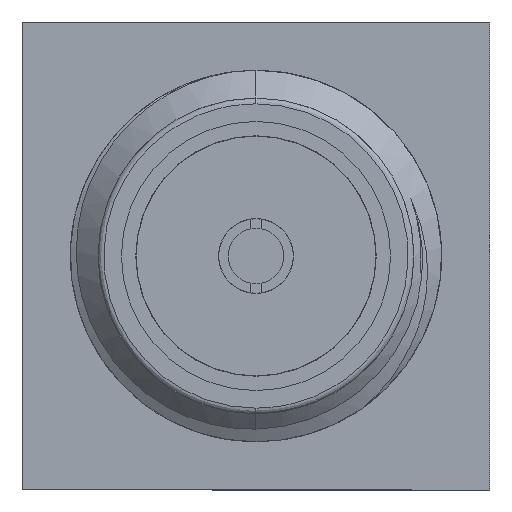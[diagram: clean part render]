
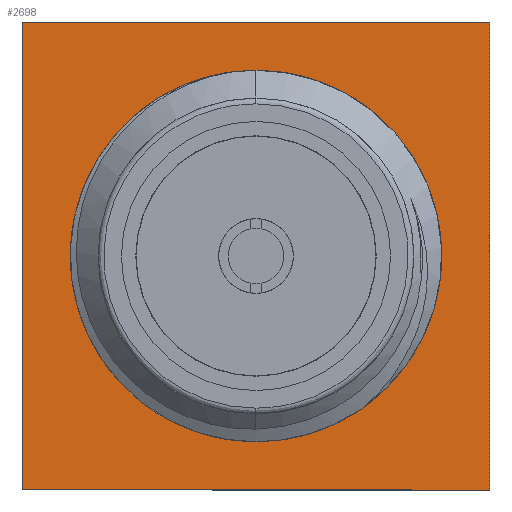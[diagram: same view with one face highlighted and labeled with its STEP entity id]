
A CAD part, left-side view. The second image highlights one B-rep face of the part: STEP entity #2698.
In plain terms, the highlighted planar face has unit normal (-1, 0, 0).
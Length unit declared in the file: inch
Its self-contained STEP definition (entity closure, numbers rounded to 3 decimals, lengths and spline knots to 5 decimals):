
#40 = EDGE_CURVE ( 'NONE', #1381, #2865, #512, .T. ) ;
#191 = PLANE ( 'NONE',  #3152 ) ;
#208 = CARTESIAN_POINT ( 'NONE',  ( 0.31024, -0.15748, 0.15748 ) ) ;
#244 = VERTEX_POINT ( 'NONE', #3011 ) ;
#421 = LINE ( 'NONE', #1437, #2166 ) ;
#427 = ORIENTED_EDGE ( 'NONE', *, *, #40, .T. ) ;
#454 = DIRECTION ( 'NONE',  ( -1., 0., 0. ) ) ;
#471 = DIRECTION ( 'NONE',  ( 1., 0., 0. ) ) ;
#473 = EDGE_LOOP ( 'NONE', ( #611, #2521, #3221, #1023 ) ) ;
#512 = CIRCLE ( 'NONE', #893, 0.1063 ) ;
#611 = ORIENTED_EDGE ( 'NONE', *, *, #1944, .T. ) ;
#664 = EDGE_CURVE ( 'NONE', #244, #2989, #2893, .T. ) ;
#684 = DIRECTION ( 'NONE',  ( 0., 0., -1. ) ) ;
#841 = VECTOR ( 'NONE', #684, 39.37008 ) ;
#847 = DIRECTION ( 'NONE',  ( 1., 0., 0. ) ) ;
#893 = AXIS2_PLACEMENT_3D ( 'NONE', #3087, #847, #3103 ) ;
#939 = CARTESIAN_POINT ( 'NONE',  ( 0.31024, 0.15748, -0.15748 ) ) ;
#989 = LINE ( 'NONE', #208, #2516 ) ;
#1023 = ORIENTED_EDGE ( 'NONE', *, *, #2152, .T. ) ;
#1128 = CARTESIAN_POINT ( 'NONE',  ( 0.31024, 0., -0.1063 ) ) ;
#1381 = VERTEX_POINT ( 'NONE', #1128 ) ;
#1437 = CARTESIAN_POINT ( 'NONE',  ( 0.31024, 0.15748, -0.15748 ) ) ;
#1492 = EDGE_CURVE ( 'NONE', #2865, #1381, #3222, .T. ) ;
#1502 = DIRECTION ( 'NONE',  ( 0., 0., 1. ) ) ;
#1713 = CARTESIAN_POINT ( 'NONE',  ( 0.31024, 0., 0.1063 ) ) ;
#1806 = DIRECTION ( 'NONE',  ( 0., 1., 0. ) ) ;
#1853 = LINE ( 'NONE', #2728, #841 ) ;
#1856 = AXIS2_PLACEMENT_3D ( 'NONE', #2536, #471, #2972 ) ;
#1890 = EDGE_LOOP ( 'NONE', ( #427, #1957 ) ) ;
#1905 = VECTOR ( 'NONE', #1806, 39.37008 ) ;
#1944 = EDGE_CURVE ( 'NONE', #2543, #2898, #421, .T. ) ;
#1957 = ORIENTED_EDGE ( 'NONE', *, *, #1492, .T. ) ;
#1977 = CARTESIAN_POINT ( 'NONE',  ( 0.31024, -0.15748, -0.15748 ) ) ;
#2081 = CARTESIAN_POINT ( 'NONE',  ( 0.31024, 0.15748, 0.15748 ) ) ;
#2152 = EDGE_CURVE ( 'NONE', #2989, #2543, #1853, .T. ) ;
#2166 = VECTOR ( 'NONE', #2453, 39.37008 ) ;
#2223 = CARTESIAN_POINT ( 'NONE',  ( 0.31024, 0., 0. ) ) ;
#2453 = DIRECTION ( 'NONE',  ( 0., -1., 0. ) ) ;
#2473 = FACE_OUTER_BOUND ( 'NONE', #473, .T. ) ;
#2516 = VECTOR ( 'NONE', #1502, 39.37008 ) ;
#2521 = ORIENTED_EDGE ( 'NONE', *, *, #2641, .T. ) ;
#2536 = CARTESIAN_POINT ( 'NONE',  ( 0.31024, 0., 0. ) ) ;
#2541 = FACE_BOUND ( 'NONE', #1890, .T. ) ;
#2543 = VERTEX_POINT ( 'NONE', #939 ) ;
#2567 = CARTESIAN_POINT ( 'NONE',  ( 0.31024, 0.15748, 0.15748 ) ) ;
#2641 = EDGE_CURVE ( 'NONE', #2898, #244, #989, .T. ) ;
#2698 = ADVANCED_FACE ( 'NONE', ( #2541, #2473 ), #191, .T. ) ;
#2728 = CARTESIAN_POINT ( 'NONE',  ( 0.31024, 0.15748, 0.15748 ) ) ;
#2865 = VERTEX_POINT ( 'NONE', #1713 ) ;
#2893 = LINE ( 'NONE', #2081, #1905 ) ;
#2898 = VERTEX_POINT ( 'NONE', #1977 ) ;
#2972 = DIRECTION ( 'NONE',  ( 0., 0., -1. ) ) ;
#2989 = VERTEX_POINT ( 'NONE', #2567 ) ;
#3011 = CARTESIAN_POINT ( 'NONE',  ( 0.31024, -0.15748, 0.15748 ) ) ;
#3087 = CARTESIAN_POINT ( 'NONE',  ( 0.31024, 0., 0. ) ) ;
#3103 = DIRECTION ( 'NONE',  ( 0., 0., -1. ) ) ;
#3152 = AXIS2_PLACEMENT_3D ( 'NONE', #2223, #454, #3236 ) ;
#3221 = ORIENTED_EDGE ( 'NONE', *, *, #664, .T. ) ;
#3222 = CIRCLE ( 'NONE', #1856, 0.1063 ) ;
#3236 = DIRECTION ( 'NONE',  ( 0., 0., 1. ) ) ;
